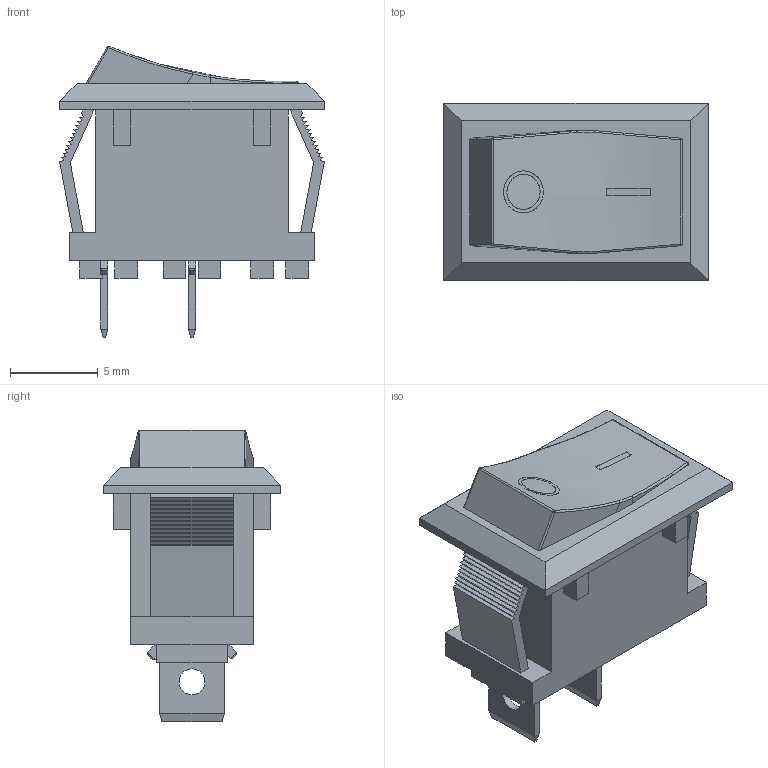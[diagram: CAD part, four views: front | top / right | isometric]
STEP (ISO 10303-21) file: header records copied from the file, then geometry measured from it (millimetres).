
FILE_DESCRIPTION(/* description */ (''),/* implementation_level */ '2;1');
FILE_NAME(/* name */ 'SW1.step',/* time_stamp */ '2023-04-11T00:04:00+08:00',/* author */ (''),/* organization */ (''),/* preprocessor_version */ 'ST-DEVELOPER v19.2',/* originating_system */ 'Autodesk Translation Framework v11.17.0.187',/* authorisation */ '');
FILE_SCHEMA (('AUTOMOTIVE_DESIGN { 1 0 10303 214 3 1 1 }'));
Length unit declared in the file: millimetre
Products named in the file (3): SW1; SW-TH_MR5-111-C5N-BB; COMPOUND (7)
Assembly tree (2 placements, depth 3):
  SW1
    SW-TH_MR5-111-C5N-BB
      COMPOUND (7)
Bounding box: 15.1 x 10.1 x 16.64 mm (x, y, z)
Volume: 1050 mm3; surface area: 1054 mm2
Topology: 14 solids, 14 shells, 501 faces, 1328 edges, 872 vertices
Faces by surface type: plane 347, bspline 120, cylinder 28, sphere 4, torus 2
Full cylindrical faces by diameter (mm): 1.479 x2
Entity records: 17063 total; most frequent: CARTESIAN_POINT 4522, ORIENTED_EDGE 2652, DIRECTION 2086, EDGE_CURVE 1326, LINE 1030, VECTOR 1030, VERTEX_POINT 872, EDGE_LOOP 540
